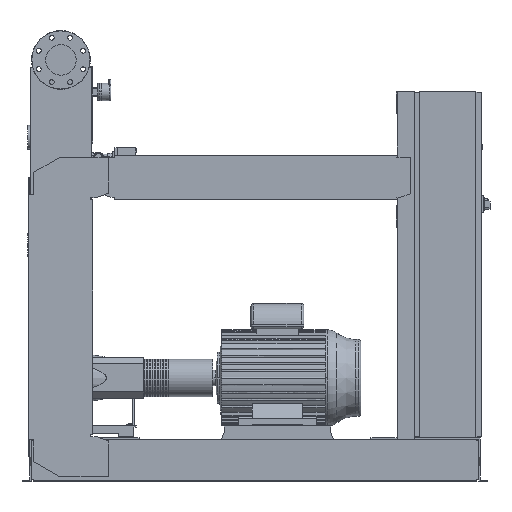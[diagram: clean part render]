
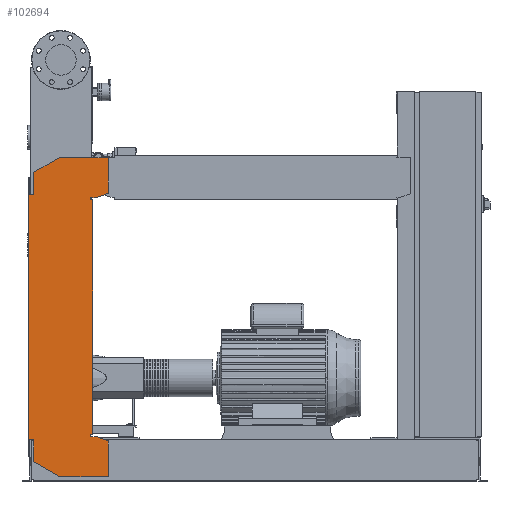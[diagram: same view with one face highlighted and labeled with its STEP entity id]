
A CAD part, front view. The second image highlights one B-rep face of the part: STEP entity #102694.
In plain terms, the highlighted free-form (B-spline) face has degree [1, 1] with [2, 2] control points.
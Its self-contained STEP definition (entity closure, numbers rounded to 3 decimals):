
#102179=CARTESIAN_POINT('',(-102.0,-234.5,1076.0));
#102180=VERTEX_POINT('',#102179);
#102187=CARTESIAN_POINT('',(-102.0,-234.5,1158.574));
#102188=VERTEX_POINT('',#102187);
#102189=CARTESIAN_POINT('',(-102.0,-234.5,1076.0));
#102190=DIRECTION('',(0.0,0.0,1.0));
#102191=VECTOR('',#102190,82.574);
#102192=LINE('',#102189,#102191);
#102193=EDGE_CURVE('',#102180,#102188,#102192,.T.);
#102211=CARTESIAN_POINT('',(-6.,-234.5,1214.0));
#102212=VERTEX_POINT('',#102211);
#102213=CARTESIAN_POINT('',(-102.0,-234.5,1158.574));
#102214=DIRECTION('',(0.866,0.0,0.5));
#102215=VECTOR('',#102214,110.851);
#102216=LINE('',#102213,#102215);
#102217=EDGE_CURVE('',#102188,#102212,#102216,.T.);
#102235=CARTESIAN_POINT('',(177.0,-234.5,1214.0));
#102236=VERTEX_POINT('',#102235);
#102237=CARTESIAN_POINT('',(-6.,-234.5,1214.0));
#102238=DIRECTION('',(1.0,0.0,0.0));
#102239=VECTOR('',#102238,183.0);
#102240=LINE('',#102237,#102239);
#102241=EDGE_CURVE('',#102212,#102236,#102240,.T.);
#102259=CARTESIAN_POINT('',(177.0,-234.5,1080.379));
#102260=VERTEX_POINT('',#102259);
#102261=CARTESIAN_POINT('',(177.0,-234.5,1214.0));
#102262=DIRECTION('',(0.0,0.0,-1.0));
#102263=VECTOR('',#102262,133.621);
#102264=LINE('',#102261,#102263);
#102265=EDGE_CURVE('',#102236,#102260,#102264,.T.);
#102283=CARTESIAN_POINT('',(132.,-234.5,1064.0));
#102284=VERTEX_POINT('',#102283);
#102285=CARTESIAN_POINT('',(177.0,-234.5,1080.379));
#102286=DIRECTION('',(-0.94,0.,-0.342));
#102287=VECTOR('',#102286,47.888);
#102288=LINE('',#102285,#102287);
#102289=EDGE_CURVE('',#102260,#102284,#102288,.T.);
#102307=CARTESIAN_POINT('',(112.0,-234.5,1064.0));
#102308=VERTEX_POINT('',#102307);
#102309=CARTESIAN_POINT('',(132.,-234.5,1064.0));
#102310=DIRECTION('',(-1.0,0.0,0.0));
#102311=VECTOR('',#102310,20.);
#102312=LINE('',#102309,#102311);
#102313=EDGE_CURVE('',#102284,#102308,#102312,.T.);
#102331=CARTESIAN_POINT('',(112.0,-234.5,1056.0));
#102332=VERTEX_POINT('',#102331);
#102333=CARTESIAN_POINT('',(112.0,-234.5,1064.0));
#102334=DIRECTION('',(0.0,0.0,-1.0));
#102335=VECTOR('',#102334,8.0);
#102336=LINE('',#102333,#102335);
#102337=EDGE_CURVE('',#102308,#102332,#102336,.T.);
#102355=CARTESIAN_POINT('',(120.,-234.5,1056.0));
#102356=VERTEX_POINT('',#102355);
#102357=CARTESIAN_POINT('',(112.0,-234.5,1056.0));
#102358=DIRECTION('',(1.0,0.0,0.0));
#102359=VECTOR('',#102358,8.);
#102360=LINE('',#102357,#102359);
#102361=EDGE_CURVE('',#102332,#102356,#102360,.T.);
#102379=CARTESIAN_POINT('',(120.,-234.5,176.));
#102380=VERTEX_POINT('',#102379);
#102391=CARTESIAN_POINT('',(120.,-234.5,1056.0));
#102392=DIRECTION('',(0.0,0.0,-1.0));
#102393=VECTOR('',#102392,880.);
#102394=LINE('',#102391,#102393);
#102395=EDGE_CURVE('',#102356,#102380,#102394,.T.);
#102409=CARTESIAN_POINT('',(112.,-234.5,176.));
#102410=VERTEX_POINT('',#102409);
#102411=CARTESIAN_POINT('',(120.,-234.5,176.));
#102412=DIRECTION('',(-1.0,0.0,0.0));
#102413=VECTOR('',#102412,8.);
#102414=LINE('',#102411,#102413);
#102415=EDGE_CURVE('',#102380,#102410,#102414,.T.);
#102433=CARTESIAN_POINT('',(112.,-234.5,168.));
#102434=VERTEX_POINT('',#102433);
#102435=CARTESIAN_POINT('',(112.,-234.5,176.));
#102436=DIRECTION('',(0.0,0.0,-1.0));
#102437=VECTOR('',#102436,8.0);
#102438=LINE('',#102435,#102437);
#102439=EDGE_CURVE('',#102410,#102434,#102438,.T.);
#102457=CARTESIAN_POINT('',(132.,-234.5,168.));
#102458=VERTEX_POINT('',#102457);
#102459=CARTESIAN_POINT('',(112.,-234.5,168.));
#102460=DIRECTION('',(1.0,0.0,0.0));
#102461=VECTOR('',#102460,20.0);
#102462=LINE('',#102459,#102461);
#102463=EDGE_CURVE('',#102434,#102458,#102462,.T.);
#102481=CARTESIAN_POINT('',(177.,-234.5,151.621));
#102482=VERTEX_POINT('',#102481);
#102483=CARTESIAN_POINT('',(132.,-234.5,168.));
#102484=DIRECTION('',(0.94,0.,-0.342));
#102485=VECTOR('',#102484,47.888);
#102486=LINE('',#102483,#102485);
#102487=EDGE_CURVE('',#102458,#102482,#102486,.T.);
#102505=CARTESIAN_POINT('',(177.,-234.5,18.0));
#102506=VERTEX_POINT('',#102505);
#102507=CARTESIAN_POINT('',(177.,-234.5,151.621));
#102508=DIRECTION('',(0.0,0.0,-1.0));
#102509=VECTOR('',#102508,133.621);
#102510=LINE('',#102507,#102509);
#102511=EDGE_CURVE('',#102482,#102506,#102510,.T.);
#102529=CARTESIAN_POINT('',(-4.,-234.5,18.0));
#102530=VERTEX_POINT('',#102529);
#102531=CARTESIAN_POINT('',(177.,-234.5,18.0));
#102532=DIRECTION('',(-1.0,0.0,0.0));
#102533=VECTOR('',#102532,181.);
#102534=LINE('',#102531,#102533);
#102535=EDGE_CURVE('',#102506,#102530,#102534,.T.);
#102553=CARTESIAN_POINT('',(-102.,-234.5,74.58));
#102554=VERTEX_POINT('',#102553);
#102555=CARTESIAN_POINT('',(-4.,-234.5,18.0));
#102556=DIRECTION('',(-0.866,0.0,0.5));
#102557=VECTOR('',#102556,113.161);
#102558=LINE('',#102555,#102557);
#102559=EDGE_CURVE('',#102530,#102554,#102558,.T.);
#102577=CARTESIAN_POINT('',(-102.,-234.5,156.0));
#102578=VERTEX_POINT('',#102577);
#102579=CARTESIAN_POINT('',(-102.,-234.5,74.58));
#102580=DIRECTION('',(0.0,0.0,1.0));
#102581=VECTOR('',#102580,81.42);
#102582=LINE('',#102579,#102581);
#102583=EDGE_CURVE('',#102554,#102578,#102582,.T.);
#102601=CARTESIAN_POINT('',(-122.,-234.5,156.0));
#102602=VERTEX_POINT('',#102601);
#102603=CARTESIAN_POINT('',(-102.,-234.5,156.0));
#102604=DIRECTION('',(-1.0,0.0,0.0));
#102605=VECTOR('',#102604,20.0);
#102606=LINE('',#102603,#102605);
#102607=EDGE_CURVE('',#102578,#102602,#102606,.T.);
#102625=CARTESIAN_POINT('',(-122.0,-234.5,1076.0));
#102626=VERTEX_POINT('',#102625);
#102639=CARTESIAN_POINT('',(-122.,-234.5,156.0));
#102640=DIRECTION('',(0.0,0.0,1.0));
#102641=VECTOR('',#102640,920.0);
#102642=LINE('',#102639,#102641);
#102643=EDGE_CURVE('',#102602,#102626,#102642,.T.);
#102657=CARTESIAN_POINT('',(-122.0,-234.5,1076.0));
#102658=DIRECTION('',(1.0,0.0,0.0));
#102659=VECTOR('',#102658,20.0);
#102660=LINE('',#102657,#102659);
#102661=EDGE_CURVE('',#102626,#102180,#102660,.T.);
#102667=CARTESIAN_POINT('',(-122.,-234.5,18.0));
#102668=CARTESIAN_POINT('',(177.0,-234.5,18.0));
#102669=CARTESIAN_POINT('',(-122.,-234.5,1214.0));
#102670=CARTESIAN_POINT('',(177.0,-234.5,1214.0));
#102671=B_SPLINE_SURFACE_WITH_KNOTS('',1,1,((#102667,#102669),(#102668,#102670)),.UNSPECIFIED.,.F.,.F.,.U.,(2,2),(2,2),(0.0,299.),(0.0,1196.0),.UNSPECIFIED.);
#102672=ORIENTED_EDGE('',*,*,#102661,.F.);
#102673=ORIENTED_EDGE('',*,*,#102643,.F.);
#102674=ORIENTED_EDGE('',*,*,#102607,.F.);
#102675=ORIENTED_EDGE('',*,*,#102583,.F.);
#102676=ORIENTED_EDGE('',*,*,#102559,.F.);
#102677=ORIENTED_EDGE('',*,*,#102535,.F.);
#102678=ORIENTED_EDGE('',*,*,#102511,.F.);
#102679=ORIENTED_EDGE('',*,*,#102487,.F.);
#102680=ORIENTED_EDGE('',*,*,#102463,.F.);
#102681=ORIENTED_EDGE('',*,*,#102439,.F.);
#102682=ORIENTED_EDGE('',*,*,#102415,.F.);
#102683=ORIENTED_EDGE('',*,*,#102395,.F.);
#102684=ORIENTED_EDGE('',*,*,#102361,.F.);
#102685=ORIENTED_EDGE('',*,*,#102337,.F.);
#102686=ORIENTED_EDGE('',*,*,#102313,.F.);
#102687=ORIENTED_EDGE('',*,*,#102289,.F.);
#102688=ORIENTED_EDGE('',*,*,#102265,.F.);
#102689=ORIENTED_EDGE('',*,*,#102241,.F.);
#102690=ORIENTED_EDGE('',*,*,#102217,.F.);
#102691=ORIENTED_EDGE('',*,*,#102193,.F.);
#102692=EDGE_LOOP('',(#102672,#102673,#102674,#102675,#102676,#102677,#102678,#102679,#102680,#102681,#102682,#102683,#102684,#102685,#102686,#102687,#102688,#102689,#102690,#102691));
#102693=FACE_OUTER_BOUND('',#102692,.T.);
#102694=ADVANCED_FACE('',(#102693),#102671,.T.);
